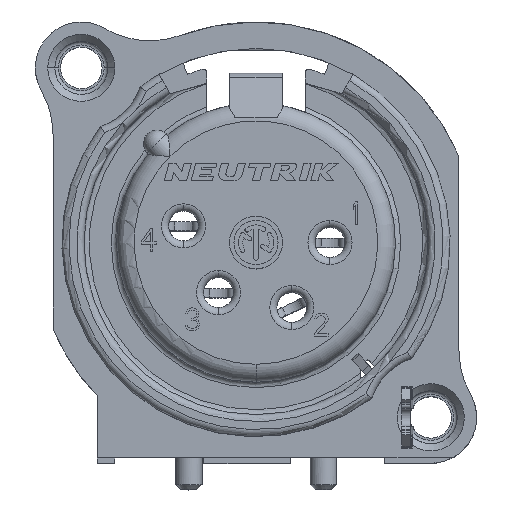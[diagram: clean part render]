
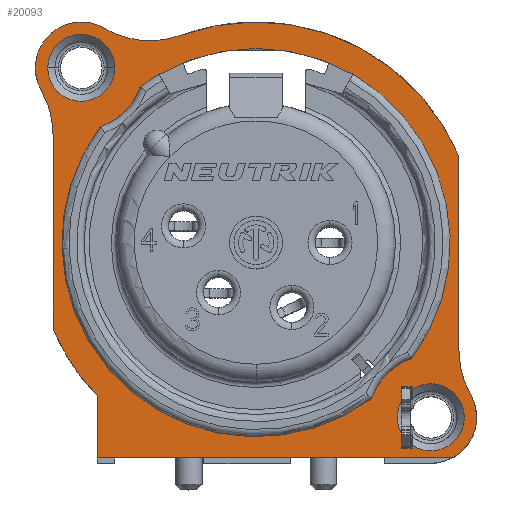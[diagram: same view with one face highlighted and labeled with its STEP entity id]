
A CAD part, top view. The second image highlights one B-rep face of the part: STEP entity #20093.
In plain terms, the highlighted planar face has unit normal (0, 0, 1).
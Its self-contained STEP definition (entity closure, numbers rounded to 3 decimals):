
#3313=CARTESIAN_POINT('',(-9.9,9.9,5.5));
#3314=DIRECTION('',(0.,0.,-1.));
#3315=DIRECTION('',(-1.,0.,0.));
#3316=AXIS2_PLACEMENT_3D('',#3313,#3314,#3315);
#3323=CARTESIAN_POINT('',(0.,0.,5.5));
#3324=DIRECTION('',(0.,0.,1.));
#3325=DIRECTION('',(0.92,0.392,0.));
#3326=AXIS2_PLACEMENT_3D('',#3323,#3324,#3325);
#3328=DIRECTION('',(0.,1.,0.));
#3329=VECTOR('',#3328,11.031);
#3330=CARTESIAN_POINT('',(11.5,-6.132,5.5));
#3331=LINE('',#3330,#3329);
#3332=CARTESIAN_POINT('',(16.5,-6.132,5.5));
#3333=DIRECTION('',(0.,0.,-1.));
#3334=DIRECTION('',(-0.868,-0.496,0.));
#3335=AXIS2_PLACEMENT_3D('',#3332,#3333,#3334);
#3337=CARTESIAN_POINT('',(9.9,-9.9,5.5));
#3338=DIRECTION('',(0.,0.,1.));
#3339=DIRECTION('',(0.466,-0.885,0.));
#3340=AXIS2_PLACEMENT_3D('',#3337,#3338,#3339);
#3342=DIRECTION('',(1.,0.,0.));
#3343=VECTOR('',#3342,20.112);
#3344=CARTESIAN_POINT('',(-9.,-12.2,5.5));
#3345=LINE('',#3344,#3343);
#3346=DIRECTION('',(0.,-1.,0.));
#3347=VECTOR('',#3346,3.525);
#3348=CARTESIAN_POINT('',(-9.,-8.675,5.5));
#3349=LINE('',#3348,#3347);
#3350=CARTESIAN_POINT('',(0.,0.,5.5));
#3351=DIRECTION('',(0.,0.,1.));
#3352=DIRECTION('',(-0.92,-0.392,0.));
#3353=AXIS2_PLACEMENT_3D('',#3350,#3351,#3352);
#3355=DIRECTION('',(0.,-1.,0.));
#3356=VECTOR('',#3355,11.031);
#3357=CARTESIAN_POINT('',(-11.5,6.132,5.5));
#3358=LINE('',#3357,#3356);
#3359=CARTESIAN_POINT('',(-16.5,6.132,5.5));
#3360=DIRECTION('',(0.,0.,-1.));
#3361=DIRECTION('',(0.868,0.496,0.));
#3362=AXIS2_PLACEMENT_3D('',#3359,#3360,#3361);
#3364=CARTESIAN_POINT('',(-9.9,9.9,5.5));
#3365=DIRECTION('',(0.,0.,1.));
#3366=DIRECTION('',(0.511,0.86,0.));
#3367=AXIS2_PLACEMENT_3D('',#3364,#3365,#3366);
#3369=CARTESIAN_POINT('',(-6.017,16.433,5.5));
#3370=DIRECTION('',(0.,0.,-1.));
#3371=DIRECTION('',(0.344,-0.939,0.));
#3372=AXIS2_PLACEMENT_3D('',#3369,#3370,#3371);
#3374=CARTESIAN_POINT('',(0.,0.,5.5));
#3375=DIRECTION('',(0.,0.,1.));
#3376=DIRECTION('',(-0.802,0.597,0.));
#3377=AXIS2_PLACEMENT_3D('',#3374,#3375,#3376);
#3379=CARTESIAN_POINT('',(9.9,-9.9,5.5));
#3380=DIRECTION('',(0.,0.,1.));
#3381=DIRECTION('',(-0.308,0.951,0.));
#3382=AXIS2_PLACEMENT_3D('',#3379,#3380,#3381);
#3384=CARTESIAN_POINT('',(0.,0.,5.5));
#3385=DIRECTION('',(0.,0.,1.));
#3386=DIRECTION('',(0.802,-0.597,0.));
#3387=AXIS2_PLACEMENT_3D('',#3384,#3385,#3386);
#3389=CARTESIAN_POINT('',(0.,0.,5.5));
#3390=DIRECTION('',(0.,0.,-1.));
#3391=DIRECTION('',(-0.5,0.866,0.));
#3392=AXIS2_PLACEMENT_3D('',#3389,#3390,#3391);
#3394=CARTESIAN_POINT('',(0.,0.,5.5));
#3395=DIRECTION('',(0.,0.,1.));
#3396=DIRECTION('',(-0.5,0.866,0.));
#3397=AXIS2_PLACEMENT_3D('',#3394,#3395,#3396);
#3399=CARTESIAN_POINT('',(-9.9,9.9,5.5));
#3400=DIRECTION('',(0.,0.,1.));
#3401=DIRECTION('',(0.308,-0.951,0.));
#3402=AXIS2_PLACEMENT_3D('',#3399,#3400,#3401);
#3404=DIRECTION('',(0.,-1.,0.));
#3405=VECTOR('',#3404,0.55);
#3406=CARTESIAN_POINT('',(8.25,-11.1,5.5));
#3407=LINE('',#3406,#3405);
#3408=DIRECTION('',(1.,0.,0.));
#3409=VECTOR('',#3408,0.6);
#3410=CARTESIAN_POINT('',(8.25,-11.65,5.5));
#3411=LINE('',#3410,#3409);
#3412=DIRECTION('',(0.,1.,0.));
#3413=VECTOR('',#3412,0.166);
#3414=CARTESIAN_POINT('',(8.85,-11.65,5.5));
#3415=LINE('',#3414,#3413);
#3416=DIRECTION('',(0.,1.,0.));
#3417=VECTOR('',#3416,0.166);
#3418=CARTESIAN_POINT('',(8.85,-8.316,5.5));
#3419=LINE('',#3418,#3417);
#3420=DIRECTION('',(-1.,0.,0.));
#3421=VECTOR('',#3420,0.6);
#3422=CARTESIAN_POINT('',(8.85,-8.15,5.5));
#3423=LINE('',#3422,#3421);
#3424=DIRECTION('',(0.,-1.,0.));
#3425=VECTOR('',#3424,0.55);
#3426=CARTESIAN_POINT('',(8.25,-8.15,5.5));
#3427=LINE('',#3426,#3425);
#3428=DIRECTION('',(0.,1.,0.));
#3429=VECTOR('',#3428,0.258);
#3430=CARTESIAN_POINT('',(8.25,-8.958,5.5));
#3431=LINE('',#3430,#3429);
#3432=DIRECTION('',(0.,1.,0.));
#3433=VECTOR('',#3432,0.258);
#3434=CARTESIAN_POINT('',(8.25,-11.1,5.5));
#3435=LINE('',#3434,#3433);
#3436=CARTESIAN_POINT('',(-9.9,9.9,5.5));
#3437=DIRECTION('',(0.,0.,-1.));
#3438=DIRECTION('',(1.,0.,0.));
#3439=AXIS2_PLACEMENT_3D('',#3436,#3437,#3438);
#6164=CARTESIAN_POINT('',(9.9,-9.9,5.5));
#6165=DIRECTION('',(0.,0.,-1.));
#6166=DIRECTION('',(-0.553,0.833,0.));
#6167=AXIS2_PLACEMENT_3D('',#6164,#6165,#6166);
#6188=CARTESIAN_POINT('',(9.9,-9.9,5.5));
#6189=DIRECTION('',(0.,0.,-1.));
#6190=DIRECTION('',(-0.868,-0.496,0.));
#6191=AXIS2_PLACEMENT_3D('',#6188,#6189,#6190);
#15424=CARTESIAN_POINT('',(11.5,4.899,5.5));
#15425=CARTESIAN_POINT('',(-4.298,11.738,5.5));
#15426=VERTEX_POINT('',#15424);
#15427=VERTEX_POINT('',#15425);
#15428=CARTESIAN_POINT('',(-8.572,12.135,5.5));
#15429=VERTEX_POINT('',#15428);
#15430=CARTESIAN_POINT('',(-12.158,8.611,5.5));
#15431=VERTEX_POINT('',#15430);
#15432=CARTESIAN_POINT('',(-11.5,6.132,5.5));
#15433=VERTEX_POINT('',#15432);
#15434=CARTESIAN_POINT('',(-11.5,-4.899,5.5));
#15435=VERTEX_POINT('',#15434);
#15436=CARTESIAN_POINT('',(-9.,-8.675,5.5));
#15437=VERTEX_POINT('',#15436);
#15438=CARTESIAN_POINT('',(-9.,-12.2,5.5));
#15439=VERTEX_POINT('',#15438);
#15440=CARTESIAN_POINT('',(11.112,-12.2,5.5));
#15441=CARTESIAN_POINT('',(12.158,-8.611,5.5));
#15442=VERTEX_POINT('',#15440);
#15443=VERTEX_POINT('',#15441);
#15444=CARTESIAN_POINT('',(11.5,-6.132,5.5));
#15445=VERTEX_POINT('',#15444);
#15446=CARTESIAN_POINT('',(-5.5,9.526,5.5));
#15447=CARTESIAN_POINT('',(5.5,9.526,5.5));
#15448=VERTEX_POINT('',#15446);
#15449=VERTEX_POINT('',#15447);
#15450=CARTESIAN_POINT('',(-11.8,9.9,5.5));
#15451=CARTESIAN_POINT('',(-8.,9.9,5.5));
#15452=VERTEX_POINT('',#15450);
#15453=VERTEX_POINT('',#15451);
#15474=CARTESIAN_POINT('',(8.85,-8.15,5.5));
#15475=CARTESIAN_POINT('',(8.25,-8.15,5.5));
#15476=VERTEX_POINT('',#15474);
#15477=VERTEX_POINT('',#15475);
#15478=CARTESIAN_POINT('',(8.25,-11.65,5.5));
#15479=CARTESIAN_POINT('',(8.85,-11.65,5.5));
#15480=VERTEX_POINT('',#15478);
#15481=VERTEX_POINT('',#15479);
#15482=CARTESIAN_POINT('',(8.85,-11.484,5.5));
#15483=VERTEX_POINT('',#15482);
#15484=CARTESIAN_POINT('',(8.85,-8.316,5.5));
#15485=VERTEX_POINT('',#15484);
#15496=CARTESIAN_POINT('',(-6.57,8.822,5.5));
#15497=VERTEX_POINT('',#15496);
#15498=CARTESIAN_POINT('',(-8.822,6.57,5.5));
#15499=CARTESIAN_POINT('',(6.57,-8.822,5.5));
#15500=VERTEX_POINT('',#15498);
#15501=VERTEX_POINT('',#15499);
#15502=CARTESIAN_POINT('',(8.822,-6.57,5.5));
#15503=VERTEX_POINT('',#15502);
#16972=CARTESIAN_POINT('',(8.25,-8.7,5.5));
#16974=VERTEX_POINT('',#16972);
#16975=CARTESIAN_POINT('',(8.25,-11.1,5.5));
#16977=VERTEX_POINT('',#16975);
#17025=CARTESIAN_POINT('',(8.25,-10.842,5.5));
#17026=VERTEX_POINT('',#17025);
#17027=CARTESIAN_POINT('',(8.25,-8.958,5.5));
#17028=VERTEX_POINT('',#17027);
#20023=CARTESIAN_POINT('',(0.,0.,5.5));
#20024=DIRECTION('',(0.,0.,1.));
#20025=DIRECTION('',(1.,0.,0.));
#20026=AXIS2_PLACEMENT_3D('',#20023,#20024,#20025);
#20027=PLANE('',#20026);
#20029=ORIENTED_EDGE('',*,*,#20028,.F.);
#20031=ORIENTED_EDGE('',*,*,#20030,.F.);
#20033=ORIENTED_EDGE('',*,*,#20032,.F.);
#20035=ORIENTED_EDGE('',*,*,#20034,.F.);
#20037=ORIENTED_EDGE('',*,*,#20036,.F.);
#20039=ORIENTED_EDGE('',*,*,#20038,.F.);
#20041=ORIENTED_EDGE('',*,*,#20040,.F.);
#20043=ORIENTED_EDGE('',*,*,#20042,.F.);
#20045=ORIENTED_EDGE('',*,*,#20044,.F.);
#20047=ORIENTED_EDGE('',*,*,#20046,.F.);
#20049=ORIENTED_EDGE('',*,*,#20048,.F.);
#20050=EDGE_LOOP('',(#20029,#20031,#20033,#20035,#20037,#20039,#20041,#20043,
#20045,#20047,#20049));
#20051=FACE_OUTER_BOUND('',#20050,.F.);
#20053=ORIENTED_EDGE('',*,*,#20052,.F.);
#20054=ORIENTED_EDGE('',*,*,#20013,.F.);
#20055=EDGE_LOOP('',(#20053,#20054));
#20056=FACE_BOUND('',#20055,.F.);
#20058=ORIENTED_EDGE('',*,*,#20057,.T.);
#20060=ORIENTED_EDGE('',*,*,#20059,.F.);
#20062=ORIENTED_EDGE('',*,*,#20061,.T.);
#20064=ORIENTED_EDGE('',*,*,#20063,.F.);
#20066=ORIENTED_EDGE('',*,*,#20065,.T.);
#20068=ORIENTED_EDGE('',*,*,#20067,.F.);
#20069=EDGE_LOOP('',(#20058,#20060,#20062,#20064,#20066,#20068));
#20070=FACE_BOUND('',#20069,.F.);
#20072=ORIENTED_EDGE('',*,*,#20071,.T.);
#20074=ORIENTED_EDGE('',*,*,#20073,.T.);
#20076=ORIENTED_EDGE('',*,*,#20075,.T.);
#20078=ORIENTED_EDGE('',*,*,#20077,.F.);
#20080=ORIENTED_EDGE('',*,*,#20079,.T.);
#20082=ORIENTED_EDGE('',*,*,#20081,.T.);
#20084=ORIENTED_EDGE('',*,*,#20083,.T.);
#20086=ORIENTED_EDGE('',*,*,#20085,.F.);
#20088=ORIENTED_EDGE('',*,*,#20087,.F.);
#20090=ORIENTED_EDGE('',*,*,#20089,.F.);
#20091=EDGE_LOOP('',(#20072,#20074,#20076,#20078,#20080,#20082,#20084,#20086,
#20088,#20090));
#20092=FACE_BOUND('',#20091,.F.);
#20093=ADVANCED_FACE('',(#20051,#20056,#20070,#20092),#20027,.T.);
#3317=CIRCLE('',#3316,1.9);
#3327=CIRCLE('',#3326,12.5);
#3336=CIRCLE('',#3335,5.);
#3341=CIRCLE('',#3340,2.6);
#3354=CIRCLE('',#3353,12.5);
#3363=CIRCLE('',#3362,5.);
#3368=CIRCLE('',#3367,2.6);
#3373=CIRCLE('',#3372,5.);
#3378=CIRCLE('',#3377,11.);
#3383=CIRCLE('',#3382,3.5);
#3388=CIRCLE('',#3387,11.);
#3393=CIRCLE('',#3392,11.);
#3398=CIRCLE('',#3397,11.);
#3403=CIRCLE('',#3402,3.5);
#3440=CIRCLE('',#3439,1.9);
#6168=CIRCLE('',#6167,1.9);
#6192=CIRCLE('',#6191,1.9);
#20013=EDGE_CURVE('',#15452,#15453,#3317,.T.);
#20028=EDGE_CURVE('',#15426,#15427,#3327,.T.);
#20030=EDGE_CURVE('',#15445,#15426,#3331,.T.);
#20032=EDGE_CURVE('',#15443,#15445,#3336,.T.);
#20034=EDGE_CURVE('',#15442,#15443,#3341,.T.);
#20036=EDGE_CURVE('',#15439,#15442,#3345,.T.);
#20038=EDGE_CURVE('',#15437,#15439,#3349,.T.);
#20040=EDGE_CURVE('',#15435,#15437,#3354,.T.);
#20042=EDGE_CURVE('',#15433,#15435,#3358,.T.);
#20044=EDGE_CURVE('',#15431,#15433,#3363,.T.);
#20046=EDGE_CURVE('',#15429,#15431,#3368,.T.);
#20048=EDGE_CURVE('',#15427,#15429,#3373,.T.);
#20052=EDGE_CURVE('',#15453,#15452,#3440,.T.);
#20057=EDGE_CURVE('',#15500,#15501,#3378,.T.);
#20059=EDGE_CURVE('',#15503,#15501,#3383,.T.);
#20061=EDGE_CURVE('',#15503,#15449,#3388,.T.);
#20063=EDGE_CURVE('',#15448,#15449,#3393,.T.);
#20065=EDGE_CURVE('',#15448,#15497,#3398,.T.);
#20067=EDGE_CURVE('',#15500,#15497,#3403,.T.);
#20071=EDGE_CURVE('',#16977,#15480,#3407,.T.);
#20073=EDGE_CURVE('',#15480,#15481,#3411,.T.);
#20075=EDGE_CURVE('',#15481,#15483,#3415,.T.);
#20077=EDGE_CURVE('',#15485,#15483,#6168,.T.);
#20079=EDGE_CURVE('',#15485,#15476,#3419,.T.);
#20081=EDGE_CURVE('',#15476,#15477,#3423,.T.);
#20083=EDGE_CURVE('',#15477,#16974,#3427,.T.);
#20085=EDGE_CURVE('',#17028,#16974,#3431,.T.);
#20087=EDGE_CURVE('',#17026,#17028,#6192,.T.);
#20089=EDGE_CURVE('',#16977,#17026,#3435,.T.);
